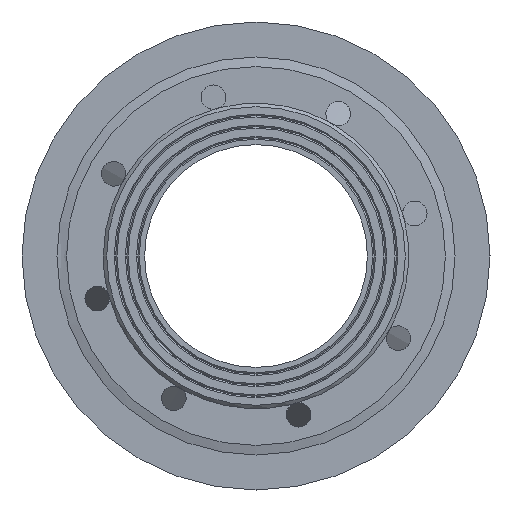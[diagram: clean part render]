
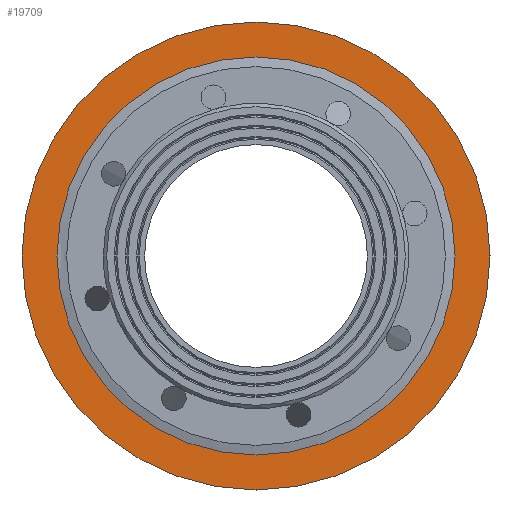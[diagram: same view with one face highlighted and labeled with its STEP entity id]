
A CAD part, front view. The second image highlights one B-rep face of the part: STEP entity #19709.
In plain terms, the highlighted planar face has unit normal (0, -1, 0).
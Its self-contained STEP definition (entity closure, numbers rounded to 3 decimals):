
#19675=CARTESIAN_POINT('',(-178.594,138.,0.0));
#19676=VERTEX_POINT('',#19675);
#19677=CARTESIAN_POINT('',(0.0,138.,0.0));
#19678=DIRECTION('',(0.0,1.0,0.0));
#19679=DIRECTION('',(-1.0,0.0,0.0));
#19680=AXIS2_PLACEMENT_3D('',#19677,#19678,#19679);
#19681=CIRCLE('',#19680,178.594);
#19682=EDGE_CURVE('',#19676,#19676,#19681,.T.);
#19690=CARTESIAN_POINT('',(-194.297,138.,0.0));
#19691=DIRECTION('',(0.0,-1.0,0.0));
#19692=DIRECTION('',(0.0,0.0,-1.0));
#19693=AXIS2_PLACEMENT_3D('',#19690,#19691,#19692);
#19694=PLANE('',#19693);
#19695=CARTESIAN_POINT('',(-210.,138.,0.0));
#19696=VERTEX_POINT('',#19695);
#19697=CARTESIAN_POINT('',(0.0,138.,0.0));
#19698=DIRECTION('',(0.0,1.0,0.0));
#19699=DIRECTION('',(-1.0,0.0,0.0));
#19700=AXIS2_PLACEMENT_3D('',#19697,#19698,#19699);
#19701=CIRCLE('',#19700,210.);
#19702=EDGE_CURVE('',#19696,#19696,#19701,.T.);
#19703=ORIENTED_EDGE('',*,*,#19702,.F.);
#19704=EDGE_LOOP('',(#19703));
#19705=FACE_OUTER_BOUND('',#19704,.T.);
#19706=ORIENTED_EDGE('',*,*,#19682,.T.);
#19707=EDGE_LOOP('',(#19706));
#19708=FACE_BOUND('',#19707,.T.);
#19709=ADVANCED_FACE('',(#19705,#19708),#19694,.T.);
